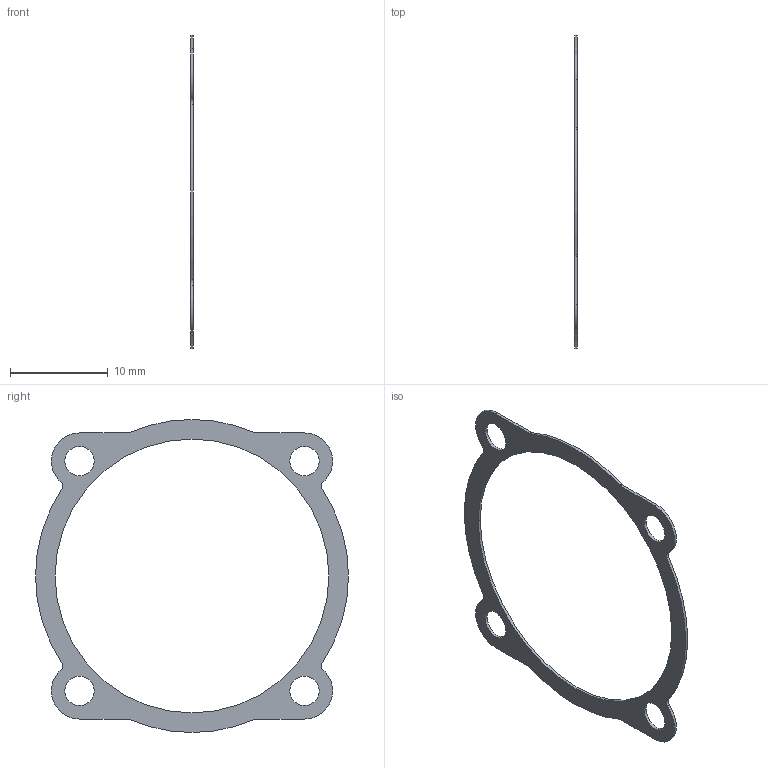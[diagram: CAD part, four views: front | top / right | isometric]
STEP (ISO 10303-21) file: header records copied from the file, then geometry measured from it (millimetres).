
FILE_SCHEMA(('CONFIG_CONTROL_DESIGN'));
Length unit declared in the file: inch
Products named in the file (1): Rear Cover Gasket
Bounding box: 0.3 x 32 x 32 mm (x, y, z)
Volume: 70.5 mm3; surface area: 542.5 mm2
Topology: 1 solids, 1 shells, 32 faces, 113 edges, 85 vertices
Faces by surface type: cylinder 26, plane 6
Entity records: 1232 total; most frequent: CARTESIAN_POINT 231, ORIENTED_EDGE 204, DIRECTION 159, EDGE_CURVE 102, AXIS2_PLACEMENT_3D 96, CIRCLE 72, VERTEX_POINT 72, EDGE_LOOP 42
